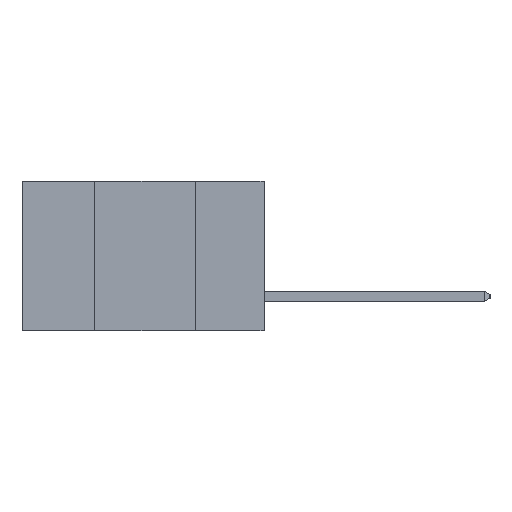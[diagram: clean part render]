
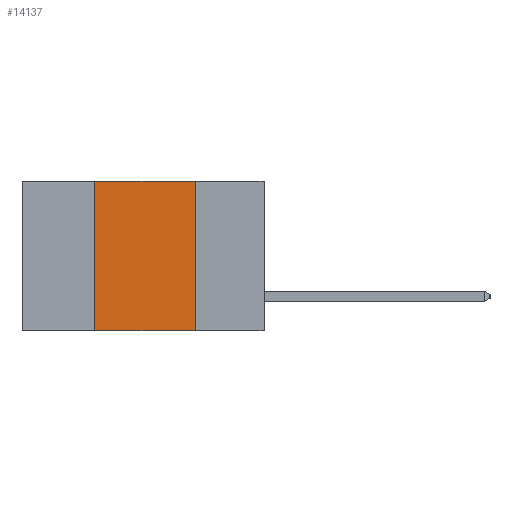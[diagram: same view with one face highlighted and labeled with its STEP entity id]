
A CAD part, left-side view. The second image highlights one B-rep face of the part: STEP entity #14137.
In plain terms, the highlighted planar face has unit normal (-1, 0, 0).
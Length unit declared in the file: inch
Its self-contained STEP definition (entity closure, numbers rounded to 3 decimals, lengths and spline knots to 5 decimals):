
#417 = EDGE_LOOP ( 'NONE', ( #10401, #11328, #12718, #13191 ) ) ;
#473 = CARTESIAN_POINT ( 'NONE',  ( 0., 0.42, -0.37 ) ) ;
#1088 = LINE ( 'NONE', #1823, #12674 ) ;
#1155 = FACE_OUTER_BOUND ( 'NONE', #417, .T. ) ;
#1774 = VERTEX_POINT ( 'NONE', #14343 ) ;
#1823 = CARTESIAN_POINT ( 'NONE',  ( 0., 0.6, 0. ) ) ;
#2684 = LINE ( 'NONE', #473, #10718 ) ;
#2958 = EDGE_CURVE ( 'NONE', #4187, #13327, #17748, .T. ) ;
#3398 = DIRECTION ( 'NONE',  ( 0., -1., 0. ) ) ;
#4102 = VECTOR ( 'NONE', #7413, 39.37008 ) ;
#4187 = VERTEX_POINT ( 'NONE', #16831 ) ;
#5040 = LINE ( 'NONE', #7670, #4102 ) ;
#6556 = DIRECTION ( 'NONE',  ( 1., 0., 0. ) ) ;
#7413 = DIRECTION ( 'NONE',  ( 0., -1., 0. ) ) ;
#7670 = CARTESIAN_POINT ( 'NONE',  ( 0., 0.6, -0.37 ) ) ;
#8331 = CARTESIAN_POINT ( 'NONE',  ( 0., 0.42, -0.37 ) ) ;
#9310 = VERTEX_POINT ( 'NONE', #8331 ) ;
#9561 = CARTESIAN_POINT ( 'NONE',  ( 0., 0.6, 0. ) ) ;
#10401 = ORIENTED_EDGE ( 'NONE', *, *, #2958, .F. ) ;
#10718 = VECTOR ( 'NONE', #11065, 39.37008 ) ;
#10796 = VECTOR ( 'NONE', #12421, 39.37008 ) ;
#11046 = PLANE ( 'NONE',  #19027 ) ;
#11065 = DIRECTION ( 'NONE',  ( 0., 0., 1. ) ) ;
#11328 = ORIENTED_EDGE ( 'NONE', *, *, #18336, .F. ) ;
#12235 = CARTESIAN_POINT ( 'NONE',  ( 0., 0.17, -0.37 ) ) ;
#12401 = EDGE_CURVE ( 'NONE', #9310, #13327, #5040, .T. ) ;
#12418 = CARTESIAN_POINT ( 'NONE',  ( 0., 0.17, -0.37 ) ) ;
#12421 = DIRECTION ( 'NONE',  ( 0., 0., -1. ) ) ;
#12674 = VECTOR ( 'NONE', #3398, 39.37008 ) ;
#12718 = ORIENTED_EDGE ( 'NONE', *, *, #15430, .F. ) ;
#13191 = ORIENTED_EDGE ( 'NONE', *, *, #12401, .T. ) ;
#13327 = VERTEX_POINT ( 'NONE', #12235 ) ;
#14137 = ADVANCED_FACE ( 'NONE', ( #1155 ), #11046, .F. ) ;
#14343 = CARTESIAN_POINT ( 'NONE',  ( 0., 0.42, 0. ) ) ;
#15430 = EDGE_CURVE ( 'NONE', #9310, #1774, #2684, .T. ) ;
#16831 = CARTESIAN_POINT ( 'NONE',  ( 0., 0.17, 0. ) ) ;
#17043 = DIRECTION ( 'NONE',  ( 0., 0., -1. ) ) ;
#17748 = LINE ( 'NONE', #12418, #10796 ) ;
#18336 = EDGE_CURVE ( 'NONE', #1774, #4187, #1088, .T. ) ;
#19027 = AXIS2_PLACEMENT_3D ( 'NONE', #9561, #6556, #17043 ) ;
